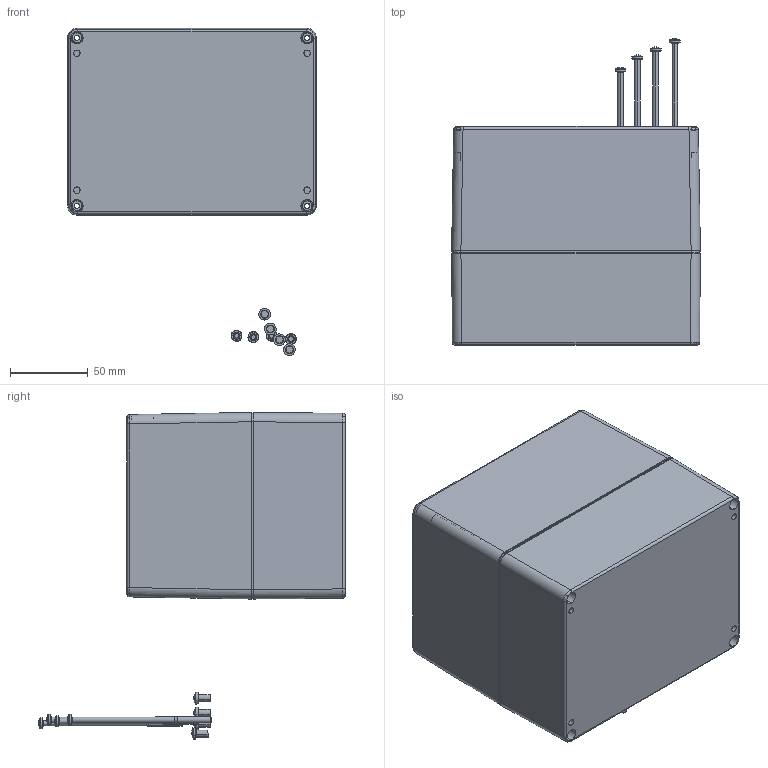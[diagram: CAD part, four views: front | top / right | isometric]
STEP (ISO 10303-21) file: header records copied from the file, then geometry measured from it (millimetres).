
FILE_DESCRIPTION(('FreeCAD Model'),'2;1');
FILE_NAME('160120140.STEP', '2026-03-24T15:32:58',('Author'),(''), 'Open CASCADE STEP processor 7.3','FreeCAD','Unknown');
FILE_SCHEMA(('AUTOMOTIVE_DESIGN { 1 0 10303 214 1 1 1 1 }'));
Length unit declared in the file: millimetre
Products named in the file (9): 160120140; 51011_Standard; 5200.016.0_Standard003; 93214_WN1442_D4,5x7,011; 82002_im_Deckel_eingebaut; 32832_Standard; 31083_Standard001; 31090-Einpressbuchse_Standard003; 31083_Standard
Assembly tree (17 placements, depth 3):
  160120140
    51011_Standard
      5200.016.0_Standard003  x4
      93214_WN1442_D4,5x7,011  x4
    82002_im_Deckel_eingebaut
    32832_Standard
    31083_Standard001
      31090-Einpressbuchse_Standard003  x4
      31083_Standard
Bounding box: 160 x 197.08 x 210.34 mm (x, y, z)
Volume: 427439.6 mm3; surface area: 260459.5 mm2
Topology: 15 solids, 15 shells, 1616 faces, 3949 edges, 2387 vertices
Faces by surface type: plane 603, bspline 354, cylinder 295, cone 188, torus 160, sphere 8, revolution 8
Entity records: 47932 total; most frequent: CARTESIAN_POINT 21983, ORIENTED_EDGE 5694, DIRECTION 4730, EDGE_CURVE 2847, AXIS2_PLACEMENT_3D 1812, VERTEX_POINT 1697, FACE_BOUND 1268, EDGE_LOOP 1268
